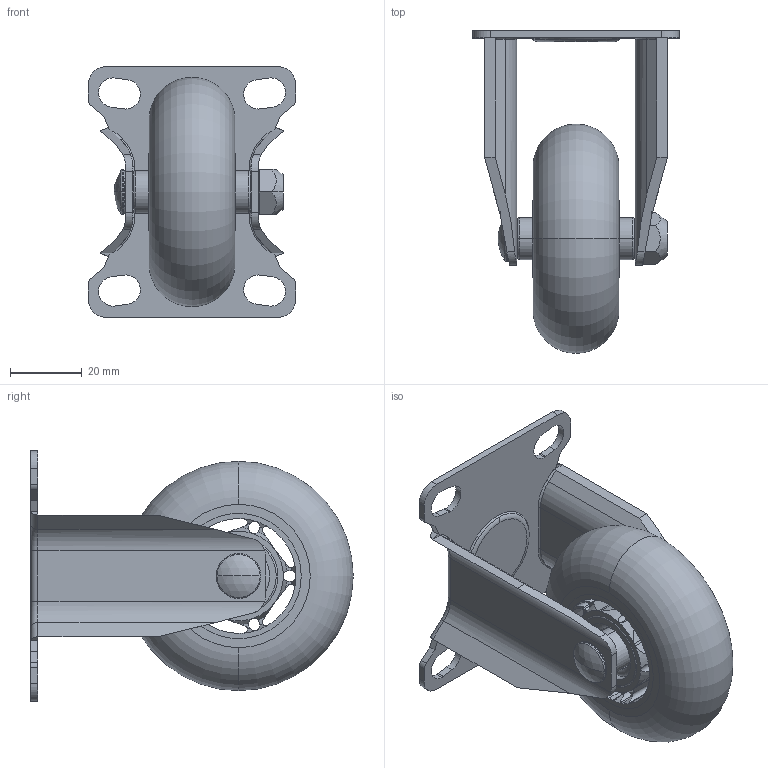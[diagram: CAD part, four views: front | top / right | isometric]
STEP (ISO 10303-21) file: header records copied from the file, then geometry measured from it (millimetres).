
FILE_DESCRIPTION (( 'STEP AP203' ), '1' );
FILE_NAME ('ACSU-64RF.STEP', '2015-09-01T05:01:15', ( 'WON SINCHUL' ), ( 'Hewlett-Packard Company' ), 'SwSTEP 2.0', 'SolidWorks 2015', '' );
FILE_SCHEMA (( 'CONFIG_CONTROL_DESIGN' ));
Length unit declared in the file: millimetre
Products named in the file (1): ACSU-64RF
Bounding box: 57.8 x 90 x 70 mm (x, y, z)
Volume: 79911.4 mm3; surface area: 48200.6 mm2
Topology: 9 solids, 9 shells, 470 faces, 1291 edges, 815 vertices
Faces by surface type: cylinder 200, plane 155, torus 56, cone 50, bspline 7, sphere 2
Entity records: 16334 total; most frequent: CARTESIAN_POINT 4029, DIRECTION 2678, ORIENTED_EDGE 2582, EDGE_CURVE 1291, AXIS2_PLACEMENT_3D 1078, VERTEX_POINT 815, CIRCLE 614, LINE 522
